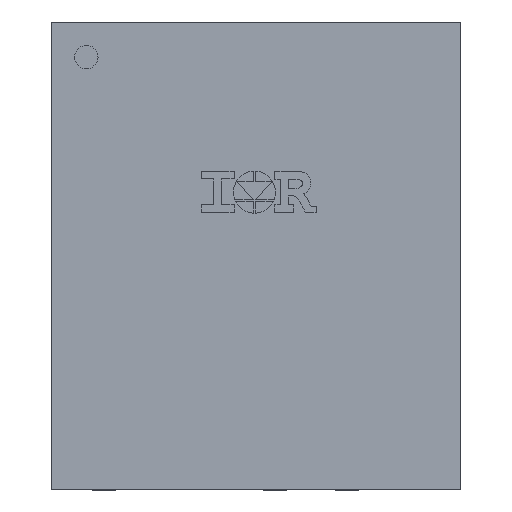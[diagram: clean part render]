
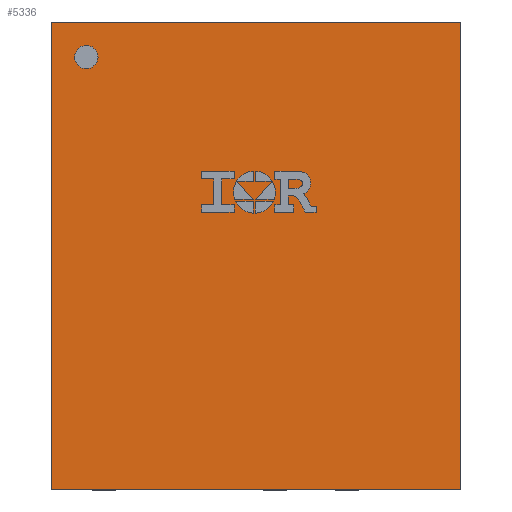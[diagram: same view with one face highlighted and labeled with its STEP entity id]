
A CAD part, top view. The second image highlights one B-rep face of the part: STEP entity #5336.
In plain terms, the highlighted planar face has unit normal (0, 0, 1).
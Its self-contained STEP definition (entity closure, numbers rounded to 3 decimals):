
#72=FACE_BOUND('',#632,.T.);
#81=PLANE('',#5684);
#313=FACE_OUTER_BOUND('',#631,.T.);
#631=EDGE_LOOP('',(#3689,#3690,#3691,#3692));
#632=EDGE_LOOP('',(#3693));
#948=LINE('',#7783,#1563);
#951=LINE('',#7789,#1566);
#954=LINE('',#7795,#1569);
#957=LINE('',#7799,#1572);
#1563=VECTOR('',#6182,1.);
#1566=VECTOR('',#6187,1.);
#1569=VECTOR('',#6192,1.);
#1572=VECTOR('',#6197,1.);
#2176=CIRCLE('',#5677,0.2);
#2350=VERTEX_POINT('',#7772);
#2353=VERTEX_POINT('',#7780);
#2354=VERTEX_POINT('',#7782);
#2356=VERTEX_POINT('',#7788);
#2358=VERTEX_POINT('',#7794);
#2877=EDGE_CURVE('',#2350,#2350,#2176,.T.);
#2880=EDGE_CURVE('',#2354,#2353,#948,.T.);
#2883=EDGE_CURVE('',#2356,#2354,#951,.T.);
#2886=EDGE_CURVE('',#2358,#2356,#954,.T.);
#2889=EDGE_CURVE('',#2353,#2358,#957,.T.);
#3689=ORIENTED_EDGE('',*,*,#2889,.T.);
#3690=ORIENTED_EDGE('',*,*,#2886,.T.);
#3691=ORIENTED_EDGE('',*,*,#2883,.T.);
#3692=ORIENTED_EDGE('',*,*,#2880,.T.);
#3693=ORIENTED_EDGE('',*,*,#2877,.T.);
#5336=ADVANCED_FACE('',(#313,#72),#81,.T.);
#5677=AXIS2_PLACEMENT_3D('',#7774,#6174,#6175);
#5684=AXIS2_PLACEMENT_3D('',#7801,#6200,#6201);
#6174=DIRECTION('center_axis',(0.,0.,-1.));
#6175=DIRECTION('ref_axis',(-1.,0.,0.));
#6182=DIRECTION('',(0.,1.,0.));
#6187=DIRECTION('',(1.,0.,0.));
#6192=DIRECTION('',(0.,-1.,0.));
#6197=DIRECTION('',(-1.,0.,0.));
#6200=DIRECTION('center_axis',(0.,0.,1.));
#6201=DIRECTION('ref_axis',(1.,0.,0.));
#7772=CARTESIAN_POINT('',(-2.7,3.4,1.));
#7774=CARTESIAN_POINT('Origin',(-2.9,3.4,1.));
#7780=CARTESIAN_POINT('',(3.49,3.99,1.));
#7782=CARTESIAN_POINT('',(3.49,-3.99,1.));
#7783=CARTESIAN_POINT('',(3.49,3.99,1.));
#7788=CARTESIAN_POINT('',(-3.49,-3.99,1.));
#7789=CARTESIAN_POINT('',(3.49,-3.99,1.));
#7794=CARTESIAN_POINT('',(-3.49,3.99,1.));
#7795=CARTESIAN_POINT('',(-3.49,-3.99,1.));
#7799=CARTESIAN_POINT('',(-3.49,3.99,1.));
#7801=CARTESIAN_POINT('Origin',(0.,0.,
1.));
